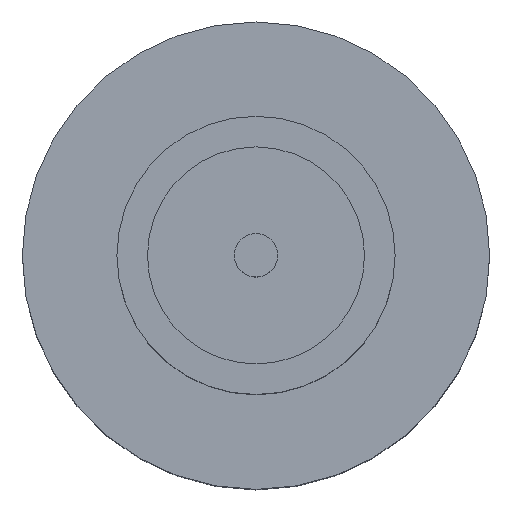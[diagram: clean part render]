
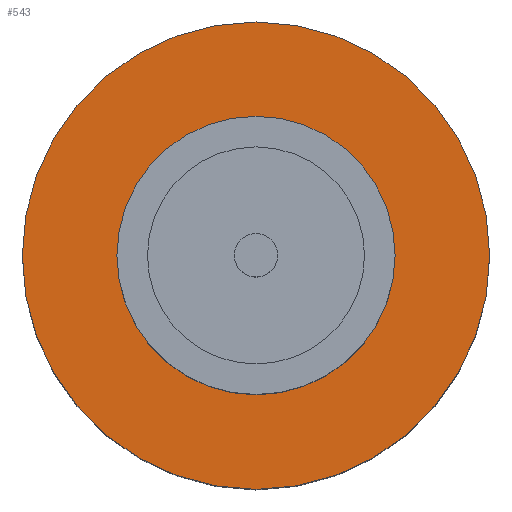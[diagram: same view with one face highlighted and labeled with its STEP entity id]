
A CAD part, top view. The second image highlights one B-rep face of the part: STEP entity #543.
In plain terms, the highlighted planar face has unit normal (0, 0, 1).
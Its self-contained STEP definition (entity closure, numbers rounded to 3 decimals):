
#42 = FACE_OUTER_BOUND ( 'NONE', #812, .T. ) ;
#58 = DIRECTION ( 'NONE',  ( 1., 0., 0. ) ) ;
#65 = DIRECTION ( 'NONE',  ( 1., 0., 0. ) ) ;
#78 = VERTEX_POINT ( 'NONE', #236 ) ;
#118 = AXIS2_PLACEMENT_3D ( 'NONE', #789, #713, #351 ) ;
#142 = ORIENTED_EDGE ( 'NONE', *, *, #277, .T. ) ;
#190 = DIRECTION ( 'NONE',  ( 0., 0., 1. ) ) ;
#224 = CARTESIAN_POINT ( 'NONE',  ( -1.25, 0., 1.55 ) ) ;
#229 = VERTEX_POINT ( 'NONE', #694 ) ;
#236 = CARTESIAN_POINT ( 'NONE',  ( 2.1, 0., 1.55 ) ) ;
#260 = FACE_BOUND ( 'NONE', #829, .T. ) ;
#277 = EDGE_CURVE ( 'NONE', #78, #793, #831, .T. ) ;
#305 = CIRCLE ( 'NONE', #118, 1.25 ) ;
#338 = DIRECTION ( 'NONE',  ( 1., 0., 0. ) ) ;
#351 = DIRECTION ( 'NONE',  ( 1., 0., 0. ) ) ;
#369 = CIRCLE ( 'NONE', #826, 1.25 ) ;
#395 = EDGE_CURVE ( 'NONE', #793, #78, #927, .T. ) ;
#423 = DIRECTION ( 'NONE',  ( 1., 0., 0. ) ) ;
#487 = ORIENTED_EDGE ( 'NONE', *, *, #880, .F. ) ;
#493 = CARTESIAN_POINT ( 'NONE',  ( 0., 0., 1.55 ) ) ;
#495 = AXIS2_PLACEMENT_3D ( 'NONE', #839, #850, #338 ) ;
#498 = PLANE ( 'NONE',  #725 ) ;
#543 = ADVANCED_FACE ( 'NONE', ( #260, #42 ), #498, .T. ) ;
#555 = ORIENTED_EDGE ( 'NONE', *, *, #808, .F. ) ;
#606 = VERTEX_POINT ( 'NONE', #224 ) ;
#694 = CARTESIAN_POINT ( 'NONE',  ( 1.25, 0., 1.55 ) ) ;
#713 = DIRECTION ( 'NONE',  ( 0., 0., 1. ) ) ;
#723 = CARTESIAN_POINT ( 'NONE',  ( 0., 0., 1.55 ) ) ;
#725 = AXIS2_PLACEMENT_3D ( 'NONE', #723, #874, #65 ) ;
#772 = CARTESIAN_POINT ( 'NONE',  ( 0., 0., 1.55 ) ) ;
#789 = CARTESIAN_POINT ( 'NONE',  ( 0., 0., 1.55 ) ) ;
#793 = VERTEX_POINT ( 'NONE', #915 ) ;
#808 = EDGE_CURVE ( 'NONE', #229, #606, #369, .T. ) ;
#812 = EDGE_LOOP ( 'NONE', ( #949, #142 ) ) ;
#826 = AXIS2_PLACEMENT_3D ( 'NONE', #772, #849, #58 ) ;
#829 = EDGE_LOOP ( 'NONE', ( #555, #487 ) ) ;
#831 = CIRCLE ( 'NONE', #495, 2.1 ) ;
#839 = CARTESIAN_POINT ( 'NONE',  ( 0., 0., 1.55 ) ) ;
#849 = DIRECTION ( 'NONE',  ( 0., 0., 1. ) ) ;
#850 = DIRECTION ( 'NONE',  ( 0., 0., 1. ) ) ;
#874 = DIRECTION ( 'NONE',  ( 0., 0., 1. ) ) ;
#876 = AXIS2_PLACEMENT_3D ( 'NONE', #493, #190, #423 ) ;
#880 = EDGE_CURVE ( 'NONE', #606, #229, #305, .T. ) ;
#915 = CARTESIAN_POINT ( 'NONE',  ( -2.1, 0., 1.55 ) ) ;
#927 = CIRCLE ( 'NONE', #876, 2.1 ) ;
#949 = ORIENTED_EDGE ( 'NONE', *, *, #395, .T. ) ;
